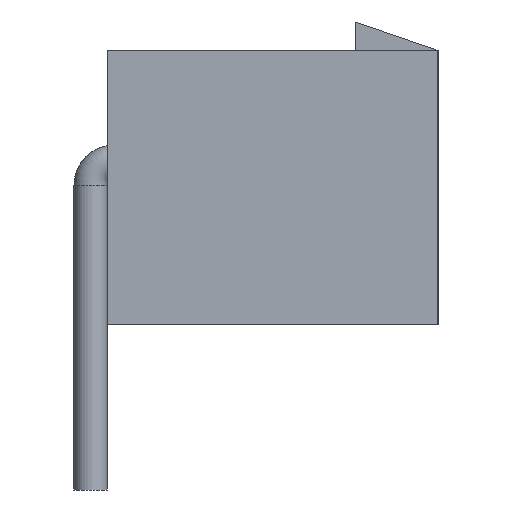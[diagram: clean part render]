
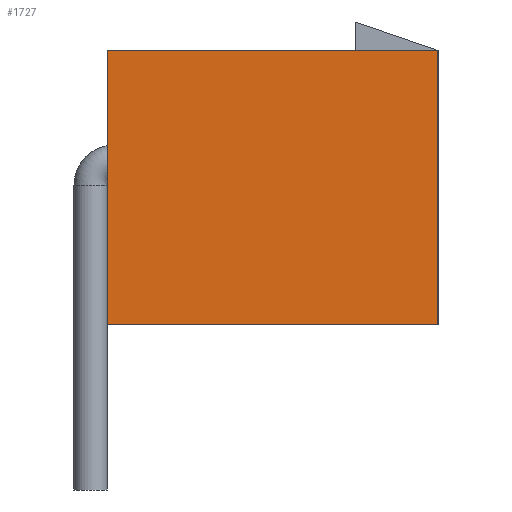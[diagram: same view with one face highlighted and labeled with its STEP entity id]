
A CAD part, left-side view. The second image highlights one B-rep face of the part: STEP entity #1727.
In plain terms, the highlighted planar face has unit normal (-1, 0, 0).
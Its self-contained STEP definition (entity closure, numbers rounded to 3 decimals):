
#256=FACE_OUTER_BOUND('',#357,.T.);
#357=EDGE_LOOP('',(#1282,#1283,#1284,#1285));
#449=LINE('',#2732,#567);
#473=LINE('',#2779,#591);
#514=LINE('',#2862,#632);
#515=LINE('',#2863,#633);
#567=VECTOR('',#2108,10.);
#591=VECTOR('',#2150,10.);
#632=VECTOR('',#2231,10.);
#633=VECTOR('',#2232,10.);
#681=VERTEX_POINT('',#2729);
#682=VERTEX_POINT('',#2731);
#696=VERTEX_POINT('',#2778);
#718=VERTEX_POINT('',#2861);
#873=EDGE_CURVE('',#681,#682,#449,.T.);
#897=EDGE_CURVE('',#696,#682,#473,.T.);
#938=EDGE_CURVE('',#718,#696,#514,.T.);
#939=EDGE_CURVE('',#718,#681,#515,.T.);
#1282=ORIENTED_EDGE('',*,*,#938,.T.);
#1283=ORIENTED_EDGE('',*,*,#897,.T.);
#1284=ORIENTED_EDGE('',*,*,#873,.F.);
#1285=ORIENTED_EDGE('',*,*,#939,.F.);
#1665=PLANE('',#1861);
#1727=ADVANCED_FACE('',(#256),#1665,.T.);
#1861=AXIS2_PLACEMENT_3D('',#2860,#2229,#2230);
#2108=DIRECTION('',(0.,-1.,0.));
#2150=DIRECTION('',(0.,0.,1.));
#2229=DIRECTION('center_axis',(-1.,0.,0.));
#2230=DIRECTION('ref_axis',(0.,-1.,0.));
#2231=DIRECTION('',(0.,-1.,0.));
#2232=DIRECTION('',(0.,0.,1.));
#2729=CARTESIAN_POINT('',(-32.45,-0.35,5.8));
#2731=CARTESIAN_POINT('',(-32.45,-7.35,5.8));
#2732=CARTESIAN_POINT('',(-32.45,-0.35,5.8));
#2778=CARTESIAN_POINT('',(-32.45,-7.35,0.));
#2779=CARTESIAN_POINT('',(-32.45,-7.35,0.));
#2860=CARTESIAN_POINT('Origin',(-32.45,-0.35,0.));
#2861=CARTESIAN_POINT('',(-32.45,-0.35,0.));
#2862=CARTESIAN_POINT('',(-32.45,-0.35,0.));
#2863=CARTESIAN_POINT('',(-32.45,-0.35,0.));
